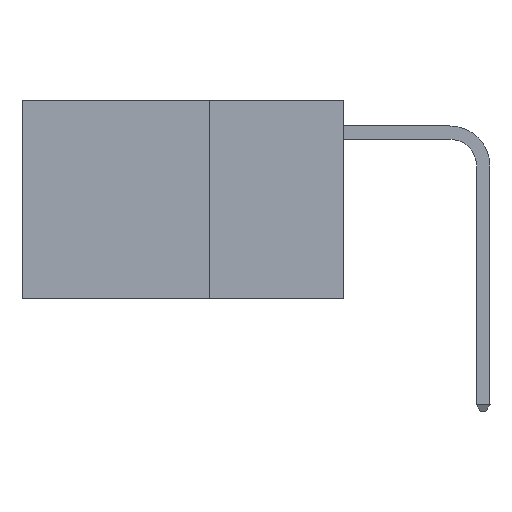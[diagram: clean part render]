
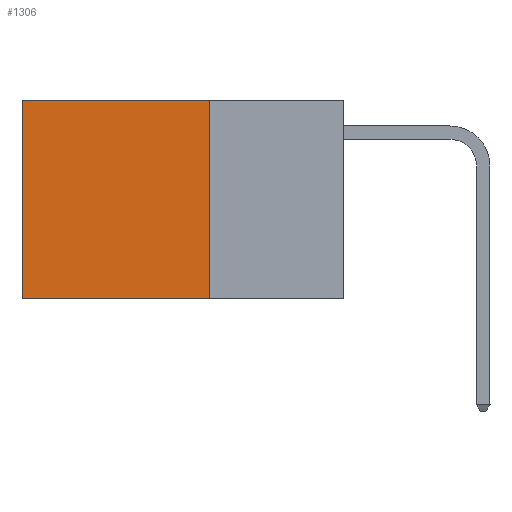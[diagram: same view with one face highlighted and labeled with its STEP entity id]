
A CAD part, left-side view. The second image highlights one B-rep face of the part: STEP entity #1306.
In plain terms, the highlighted planar face has unit normal (-1, 0, 0).
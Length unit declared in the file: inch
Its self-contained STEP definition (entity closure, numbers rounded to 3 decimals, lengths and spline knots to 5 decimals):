
#114 = LINE ( 'NONE', #5738, #8164 ) ;
#1306 = ADVANCED_FACE ( 'NONE', ( #11035 ), #6788, .F. ) ;
#1383 = LINE ( 'NONE', #7215, #14019 ) ;
#2167 = EDGE_CURVE ( 'NONE', #12953, #21250, #20698, .T. ) ;
#2377 = EDGE_CURVE ( 'NONE', #12953, #15760, #114, .T. ) ;
#2427 = EDGE_CURVE ( 'NONE', #15760, #17843, #3298, .T. ) ;
#2938 = ORIENTED_EDGE ( 'NONE', *, *, #16704, .T. ) ;
#3298 = LINE ( 'NONE', #5206, #20238 ) ;
#4768 = DIRECTION ( 'NONE',  ( 0., 1., 0. ) ) ;
#4983 = AXIS2_PLACEMENT_3D ( 'NONE', #6555, #6230, #6116 ) ;
#5206 = CARTESIAN_POINT ( 'NONE',  ( 0.2625, 0.25, -0.37 ) ) ;
#5426 = DIRECTION ( 'NONE',  ( 0., 0., -1. ) ) ;
#5738 = CARTESIAN_POINT ( 'NONE',  ( 0.2625, 0.25, 0. ) ) ;
#6116 = DIRECTION ( 'NONE',  ( 0., 0., -1. ) ) ;
#6230 = DIRECTION ( 'NONE',  ( 1., 0., 0. ) ) ;
#6555 = CARTESIAN_POINT ( 'NONE',  ( 0.2625, 0.25, 0. ) ) ;
#6788 = PLANE ( 'NONE',  #4983 ) ;
#7215 = CARTESIAN_POINT ( 'NONE',  ( 0.2625, 0.6, 0. ) ) ;
#7604 = VECTOR ( 'NONE', #9270, 39.37008 ) ;
#8164 = VECTOR ( 'NONE', #5426, 39.37008 ) ;
#8902 = DIRECTION ( 'NONE',  ( 0., 0., -1. ) ) ;
#9270 = DIRECTION ( 'NONE',  ( 0., 1., 0. ) ) ;
#9681 = CARTESIAN_POINT ( 'NONE',  ( 0.2625, 0.25, 0. ) ) ;
#11035 = FACE_OUTER_BOUND ( 'NONE', #16680, .T. ) ;
#11150 = ORIENTED_EDGE ( 'NONE', *, *, #2377, .F. ) ;
#11673 = CARTESIAN_POINT ( 'NONE',  ( 0.2625, 0.6, -0.37 ) ) ;
#12912 = CARTESIAN_POINT ( 'NONE',  ( 0.2625, 0.25, -0.37 ) ) ;
#12953 = VERTEX_POINT ( 'NONE', #19046 ) ;
#14019 = VECTOR ( 'NONE', #8902, 39.37008 ) ;
#15760 = VERTEX_POINT ( 'NONE', #12912 ) ;
#16680 = EDGE_LOOP ( 'NONE', ( #2938, #19366, #11150, #21075 ) ) ;
#16704 = EDGE_CURVE ( 'NONE', #21250, #17843, #1383, .T. ) ;
#17843 = VERTEX_POINT ( 'NONE', #11673 ) ;
#19046 = CARTESIAN_POINT ( 'NONE',  ( 0.2625, 0.25, 0. ) ) ;
#19366 = ORIENTED_EDGE ( 'NONE', *, *, #2427, .F. ) ;
#19690 = CARTESIAN_POINT ( 'NONE',  ( 0.2625, 0.6, 0. ) ) ;
#20238 = VECTOR ( 'NONE', #4768, 39.37008 ) ;
#20698 = LINE ( 'NONE', #9681, #7604 ) ;
#21075 = ORIENTED_EDGE ( 'NONE', *, *, #2167, .T. ) ;
#21250 = VERTEX_POINT ( 'NONE', #19690 ) ;
